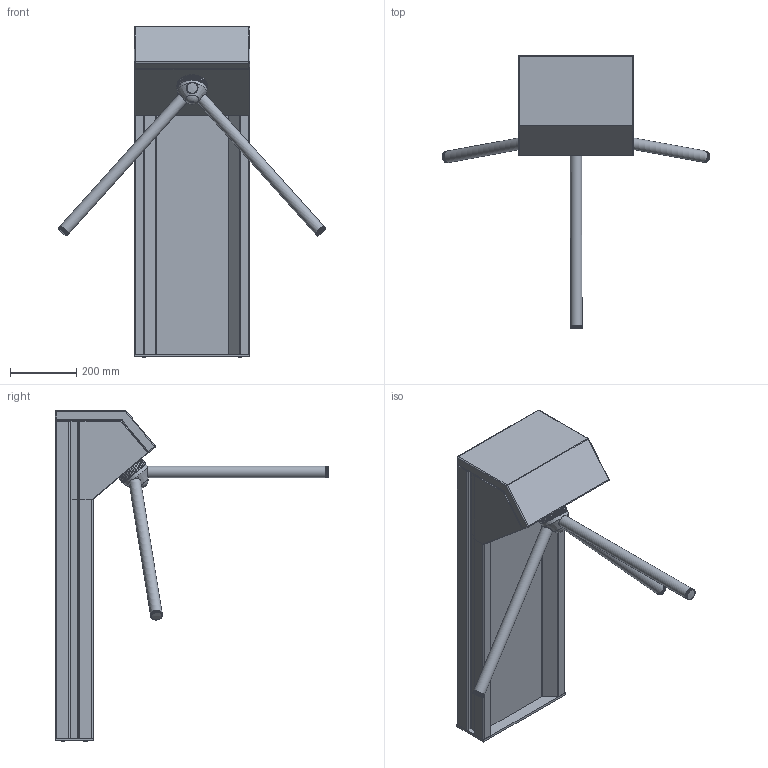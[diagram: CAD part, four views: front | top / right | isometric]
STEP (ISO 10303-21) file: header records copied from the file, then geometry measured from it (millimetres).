
FILE_DESCRIPTION(/* description */ ('ZgNr.'),/* implementation_level */ '2;1');
FILE_NAME(/* name */ 'Zus Compact 3-Arm Dummy.stp',/* time_stamp */ '2014-06-06T12:00:43+02:00',/* author */ ('Novkinic'),/* organization */ (''),/* preprocessor_version */ 'ST-DEVELOPER v15.2',/* originating_system */ 'Autodesk Inventor 2014',/* authorisation */ '');
FILE_SCHEMA (('AUTOMOTIVE_DESIGN { 1 0 10303 214 3 1 1 }'));
Length unit declared in the file: millimetre
Products named in the file (9): Compact Dummy; Spinner.; Kappe; Ring1; ORing; Stab.; Stoppel; 3-Armstern; Zus Compact 3-Arm Dummy
Bounding box: 809.06 x 828.09 x 1001.36 mm (x, y, z)
Volume: 44119582.9 mm3; surface area: 1870469.5 mm2
Topology: 14 solids, 14 shells, 335 faces, 743 edges, 466 vertices
Faces by surface type: plane 138, cylinder 133, torus 23, sphere 16, cone 15, bspline 10
Full cylindrical faces by diameter (mm): 3 x1, 4.5 x1, 8 x1, 10 x4, 12.5 x1, 18.3 x1, 18.5 x1, 29.881 x3, 31.631 x6, 32 x3, 35 x6, 35.2 x3, 83.7 x1, 84 x1, 86 x3, 88.9 x5
Entity records: 9249 total; most frequent: CARTESIAN_POINT 2227, DIRECTION 1502, ORIENTED_EDGE 1270, EDGE_CURVE 635, AXIS2_PLACEMENT_3D 596, VERTEX_POINT 427, EDGE_LOOP 390, LINE 310
